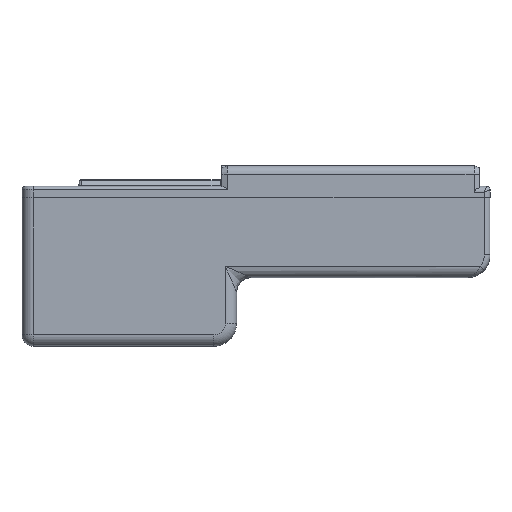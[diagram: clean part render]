
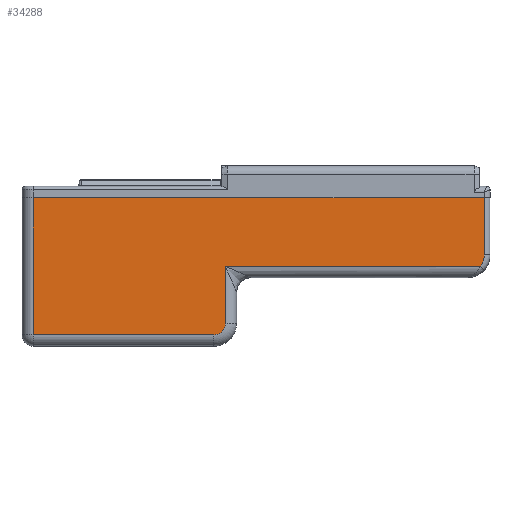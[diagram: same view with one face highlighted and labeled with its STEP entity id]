
A CAD part, left-side view. The second image highlights one B-rep face of the part: STEP entity #34288.
In plain terms, the highlighted planar face has unit normal (-1, 0, 0).
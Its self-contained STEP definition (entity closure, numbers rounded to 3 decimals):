
#1308 = AXIS2_PLACEMENT_3D ( 'NONE', #4715, #31416, #8552 ) ;
#1675 = ORIENTED_EDGE ( 'NONE', *, *, #34807, .T. ) ;
#2330 = DIRECTION ( 'NONE',  ( 0., -1., 0. ) ) ;
#2704 = DIRECTION ( 'NONE',  ( 0., 0., 1. ) ) ;
#3030 = DIRECTION ( 'NONE',  ( 0., -1., 0. ) ) ;
#4715 = CARTESIAN_POINT ( 'NONE',  ( -8.7, 9.7, 2. ) ) ;
#4927 = CARTESIAN_POINT ( 'NONE',  ( -8.7, 9.7, 1. ) ) ;
#5055 = CIRCLE ( 'NONE', #1308, 1. ) ;
#5339 = VECTOR ( 'NONE', #9029, 1000. ) ;
#5732 = CARTESIAN_POINT ( 'NONE',  ( -8.7, 25.5, 1. ) ) ;
#6518 = CARTESIAN_POINT ( 'NONE',  ( -8.7, 8.7, 1. ) ) ;
#6905 = VECTOR ( 'NONE', #2704, 1000. ) ;
#7772 = VECTOR ( 'NONE', #45333, 1000. ) ;
#8552 = DIRECTION ( 'NONE',  ( 0., 1., 0. ) ) ;
#9029 = DIRECTION ( 'NONE',  ( 0., -1., 0. ) ) ;
#9938 = VERTEX_POINT ( 'NONE', #5732 ) ;
#10817 = VERTEX_POINT ( 'NONE', #11888 ) ;
#11888 = CARTESIAN_POINT ( 'NONE',  ( -8.7, -14., 8. ) ) ;
#11914 = EDGE_CURVE ( 'NONE', #35038, #9938, #38229, .T. ) ;
#11944 = CARTESIAN_POINT ( 'NONE',  ( -8.7, 25.5, 13. ) ) ;
#12849 = ORIENTED_EDGE ( 'NONE', *, *, #28767, .F. ) ;
#13543 = ORIENTED_EDGE ( 'NONE', *, *, #46163, .T. ) ;
#14736 = VERTEX_POINT ( 'NONE', #37087 ) ;
#16517 = DIRECTION ( 'NONE',  ( 1., 0., 0. ) ) ;
#17230 = DIRECTION ( 'NONE',  ( -1., 0., 0. ) ) ;
#17820 = CARTESIAN_POINT ( 'NONE',  ( -8.7, 8.7, 7. ) ) ;
#17971 = VERTEX_POINT ( 'NONE', #4927 ) ;
#18622 = EDGE_CURVE ( 'NONE', #39332, #24954, #47498, .T. ) ;
#18687 = EDGE_CURVE ( 'NONE', #24954, #49178, #46274, .T. ) ;
#19270 = ORIENTED_EDGE ( 'NONE', *, *, #44171, .T. ) ;
#19531 = EDGE_CURVE ( 'NONE', #35038, #14736, #34322, .T. ) ;
#20937 = ORIENTED_EDGE ( 'NONE', *, *, #11914, .T. ) ;
#21715 = EDGE_LOOP ( 'NONE', ( #19270, #1675, #32009, #20937, #13543, #12849, #27906, #46731 ) ) ;
#22099 = CARTESIAN_POINT ( 'NONE',  ( -8.7, -14.5, 7. ) ) ;
#24170 = FACE_OUTER_BOUND ( 'NONE', #21715, .T. ) ;
#24217 = VECTOR ( 'NONE', #2330, 1000. ) ;
#24260 = CARTESIAN_POINT ( 'NONE',  ( -8.7, 7.7, 1. ) ) ;
#24882 = VECTOR ( 'NONE', #3030, 1000. ) ;
#24954 = VERTEX_POINT ( 'NONE', #17820 ) ;
#27849 = PLANE ( 'NONE',  #33321 ) ;
#27906 = ORIENTED_EDGE ( 'NONE', *, *, #18622, .T. ) ;
#28273 = CARTESIAN_POINT ( 'NONE',  ( -8.7, 8.7, 2. ) ) ;
#28767 = EDGE_CURVE ( 'NONE', #39332, #17971, #5055, .T. ) ;
#28869 = LINE ( 'NONE', #29853, #36632 ) ;
#29853 = CARTESIAN_POINT ( 'NONE',  ( -8.7, -14., 1. ) ) ;
#29891 = CIRCLE ( 'NONE', #40180, 1.5 ) ;
#31416 = DIRECTION ( 'NONE',  ( 1., 0., 0. ) ) ;
#32009 = ORIENTED_EDGE ( 'NONE', *, *, #19531, .F. ) ;
#32704 = CARTESIAN_POINT ( 'NONE',  ( -8.7, 26.5, 13. ) ) ;
#33321 = AXIS2_PLACEMENT_3D ( 'NONE', #39179, #16517, #43204 ) ;
#34288 = ADVANCED_FACE ( 'NONE', ( #24170 ), #27849, .F. ) ;
#34322 = LINE ( 'NONE', #32704, #24217 ) ;
#34623 = LINE ( 'NONE', #24260, #5339 ) ;
#34807 = EDGE_CURVE ( 'NONE', #10817, #14736, #28869, .T. ) ;
#35038 = VERTEX_POINT ( 'NONE', #11944 ) ;
#35147 = CARTESIAN_POINT ( 'NONE',  ( -8.7, -13.618, 7. ) ) ;
#36632 = VECTOR ( 'NONE', #48699, 1000. ) ;
#37087 = CARTESIAN_POINT ( 'NONE',  ( -8.7, -14., 13. ) ) ;
#38229 = LINE ( 'NONE', #41520, #7772 ) ;
#39179 = CARTESIAN_POINT ( 'NONE',  ( -8.7, 26.5, 1. ) ) ;
#39332 = VERTEX_POINT ( 'NONE', #28273 ) ;
#40063 = CARTESIAN_POINT ( 'NONE',  ( -8.7, -12.5, 8. ) ) ;
#40180 = AXIS2_PLACEMENT_3D ( 'NONE', #40063, #17230, #43914 ) ;
#41520 = CARTESIAN_POINT ( 'NONE',  ( -8.7, 25.5, 1. ) ) ;
#43204 = DIRECTION ( 'NONE',  ( 0., 1., 0. ) ) ;
#43914 = DIRECTION ( 'NONE',  ( 0., 1., 0. ) ) ;
#44171 = EDGE_CURVE ( 'NONE', #49178, #10817, #29891, .T. ) ;
#45333 = DIRECTION ( 'NONE',  ( 0., 0., -1. ) ) ;
#46163 = EDGE_CURVE ( 'NONE', #9938, #17971, #34623, .T. ) ;
#46274 = LINE ( 'NONE', #22099, #24882 ) ;
#46731 = ORIENTED_EDGE ( 'NONE', *, *, #18687, .T. ) ;
#47498 = LINE ( 'NONE', #6518, #6905 ) ;
#48699 = DIRECTION ( 'NONE',  ( 0., 0., 1. ) ) ;
#49178 = VERTEX_POINT ( 'NONE', #35147 ) ;
